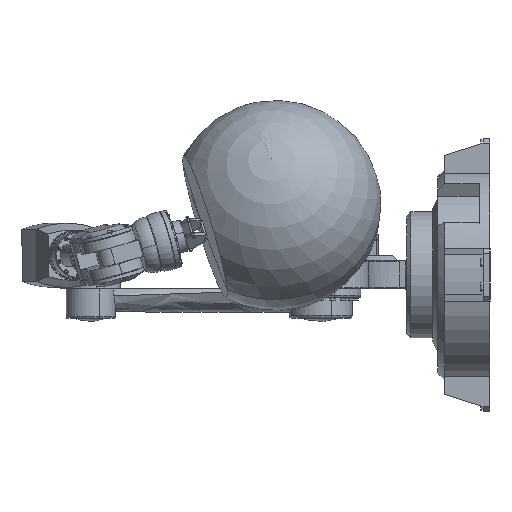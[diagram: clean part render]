
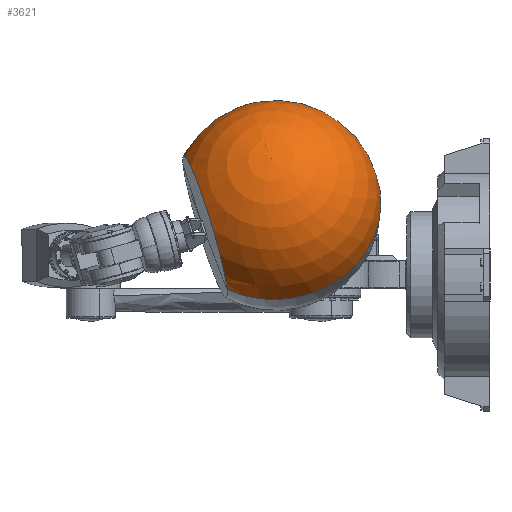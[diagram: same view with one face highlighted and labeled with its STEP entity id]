
A CAD part, left-side view. The second image highlights one B-rep face of the part: STEP entity #3621.
In plain terms, the highlighted spherical face has radius 150.043 mm.
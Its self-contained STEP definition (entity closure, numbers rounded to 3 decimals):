
#718 = EDGE_CURVE ( 'NONE', #17463, #2067, #12999, .T. ) ;
#1292 = CARTESIAN_POINT ( 'NONE',  ( 108.115, -104.039, 0. ) ) ;
#1748 = CARTESIAN_POINT ( 'NONE',  ( 2.566, -106.58, 0. ) ) ;
#1881 = EDGE_CURVE ( 'NONE', #8906, #2067, #19975, .T. ) ;
#2067 = VERTEX_POINT ( 'NONE', #2811 ) ;
#2682 = DIRECTION ( 'NONE',  ( -1., 0., 0. ) ) ;
#2811 = CARTESIAN_POINT ( 'NONE',  ( -102.984, -109.121, 0. ) ) ;
#3621 = ADVANCED_FACE ( 'NONE', ( #7290 ), #21756, .T. ) ;
#5343 = CIRCLE ( 'NONE', #12379, 150.043 ) ;
#6860 = DIRECTION ( 'NONE',  ( 1., 0., 0. ) ) ;
#7290 = FACE_OUTER_BOUND ( 'NONE', #14914, .T. ) ;
#8906 = VERTEX_POINT ( 'NONE', #27909 ) ;
#11773 = CARTESIAN_POINT ( 'NONE',  ( 0., 0., 0. ) ) ;
#12379 = AXIS2_PLACEMENT_3D ( 'NONE', #16813, #23833, #2682 ) ;
#12999 = CIRCLE ( 'NONE', #19622, 105.58 ) ;
#13556 = EDGE_CURVE ( 'NONE', #8906, #17463, #5343, .T. ) ;
#13831 = DIRECTION ( 'NONE',  ( 0., 0., 1. ) ) ;
#14914 = EDGE_LOOP ( 'NONE', ( #24004, #15271, #24592 ) ) ;
#15271 = ORIENTED_EDGE ( 'NONE', *, *, #1881, .T. ) ;
#16366 = DIRECTION ( 'NONE',  ( -1., -0.024, 0. ) ) ;
#16813 = CARTESIAN_POINT ( 'NONE',  ( 0., 0., 0. ) ) ;
#17463 = VERTEX_POINT ( 'NONE', #1292 ) ;
#18354 = DIRECTION ( 'NONE',  ( 1., 0.024, 0. ) ) ;
#19622 = AXIS2_PLACEMENT_3D ( 'NONE', #1748, #23105, #18354 ) ;
#19975 = CIRCLE ( 'NONE', #22597, 150.043 ) ;
#21756 = SPHERICAL_SURFACE ( 'NONE', #22643, 150.043 ) ;
#22597 = AXIS2_PLACEMENT_3D ( 'NONE', #23137, #13831, #6860 ) ;
#22643 = AXIS2_PLACEMENT_3D ( 'NONE', #11773, #28327, #16366 ) ;
#23105 = DIRECTION ( 'NONE',  ( 0.024, -1., 0. ) ) ;
#23137 = CARTESIAN_POINT ( 'NONE',  ( 0., 0., 0. ) ) ;
#23833 = DIRECTION ( 'NONE',  ( 0., 0., -1. ) ) ;
#24004 = ORIENTED_EDGE ( 'NONE', *, *, #13556, .F. ) ;
#24592 = ORIENTED_EDGE ( 'NONE', *, *, #718, .F. ) ;
#27909 = CARTESIAN_POINT ( 'NONE',  ( -3.611, 150., 0. ) ) ;
#28327 = DIRECTION ( 'NONE',  ( 0., 0., -1. ) ) ;
